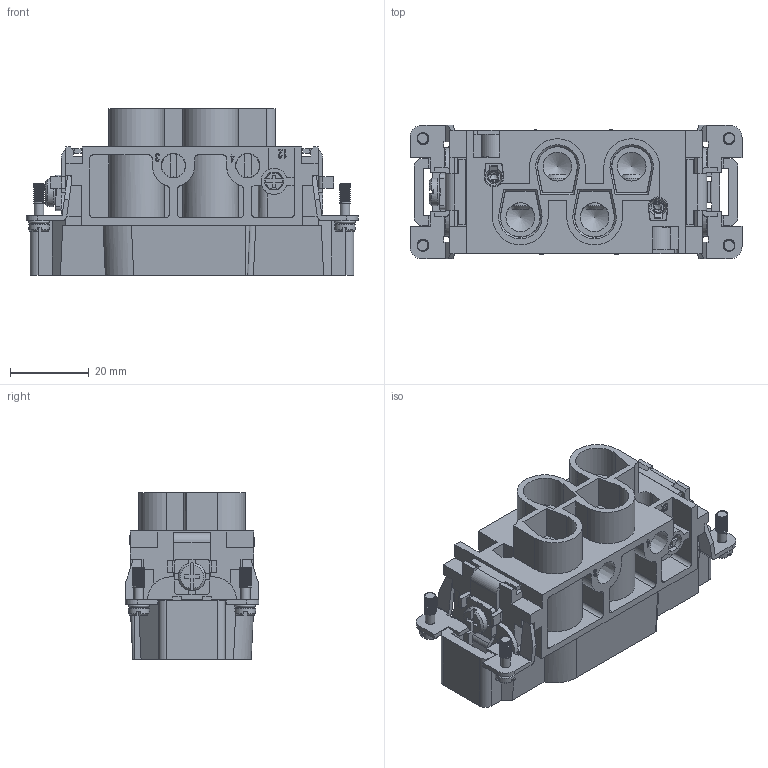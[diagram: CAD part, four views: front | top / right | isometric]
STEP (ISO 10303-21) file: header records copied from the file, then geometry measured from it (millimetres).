
FILE_DESCRIPTION(/* description */ (''),/* implementation_level */ '2;1');
FILE_NAME(/* name */ 'HK-004&2-M.stp',/* time_stamp */ '2023-03-21T17:01:42+08:00',/* author */ (''),/* organization */ (''),/* preprocessor_version */ 'ST-DEVELOPER v16',/* originating_system */ 'SIEMENS PLM Software NX 10.0',/* authorisation */ '');
FILE_SCHEMA (('CONFIG_CONTROL_DESIGN'));
Products named in the file (1): HK-004&2-M
Bounding box: 84.1 x 33.8 x 42.2 mm (x, y, z)
Volume: 534.2 mm3; surface area: 35656.7 mm2
Topology: 6 solids, 7 shells, 1308 faces, 3689 edges, 2433 vertices
Faces by surface type: plane 851, cylinder 296, bspline 58, cone 55, extrusion 28, torus 16, sphere 4
Full cylindrical faces by diameter (mm): 2.4 x8, 2.5 x4, 2.7 x2, 3 x6, 3.3 x4, 4 x2, 4.5 x2, 5.3 x4, 6 x4, 6.1 x4, 6.2 x6, 7 x1, 7.3 x4, 10.8 x4
Entity records: 56855 total; most frequent: CARTESIAN_POINT 24485, ORIENTED_EDGE 6860, DIRECTION 6277, EDGE_CURVE 3430, VECTOR 2367, LINE 2339, VERTEX_POINT 2295, AXIS2_PLACEMENT_3D 1955
